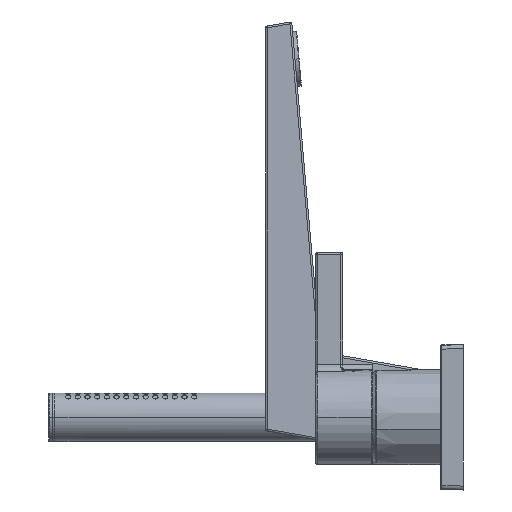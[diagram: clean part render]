
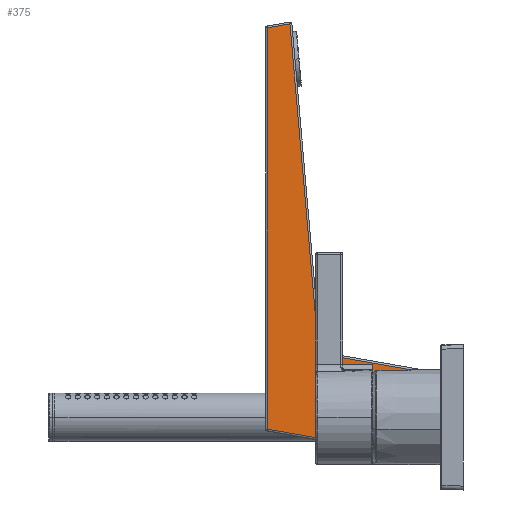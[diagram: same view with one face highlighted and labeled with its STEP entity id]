
A CAD part, left-side view. The second image highlights one B-rep face of the part: STEP entity #375.
In plain terms, the highlighted planar face has unit normal (-1, 0, 0.021).
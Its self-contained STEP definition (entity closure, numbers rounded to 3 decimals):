
#98 = CARTESIAN_POINT ( 'NONE',  ( 1983.071, 2690.018, 4078.606 ) ) ;
#146 = CARTESIAN_POINT ( 'NONE',  ( 1982.844, 2628.98, 4067.843 ) ) ;
#236 = CARTESIAN_POINT ( 'NONE',  ( 1986.664, 2706.399, 4248.837 ) ) ;
#375 = ADVANCED_FACE ( 'NONE', ( #11426 ), #4350, .T. ) ;
#1116 = DIRECTION ( 'NONE',  ( 0.021, 0., 1. ) ) ;
#1212 = DIRECTION ( 'NONE',  ( 0.021, 0., 1. ) ) ;
#1489 = VERTEX_POINT ( 'NONE', #3649 ) ;
#2115 = VECTOR ( 'NONE', #15966, 1000. ) ;
#3135 = CARTESIAN_POINT ( 'NONE',  ( 1981.922, 2628.98, 4024.18 ) ) ;
#3235 = CARTESIAN_POINT ( 'NONE',  ( 1986.621, 2717.98, 4246.795 ) ) ;
#3466 = LINE ( 'NONE', #7982, #7329 ) ;
#3544 = EDGE_CURVE ( 'NONE', #9129, #11402, #6652, .T. ) ;
#3620 = CARTESIAN_POINT ( 'NONE',  ( 1982.844, 2628.98, 4067.843 ) ) ;
#3649 = CARTESIAN_POINT ( 'NONE',  ( 1983.109, 2691.663, 4080.401 ) ) ;
#3793 = ORIENTED_EDGE ( 'NONE', *, *, #5921, .T. ) ;
#4350 = PLANE ( 'NONE',  #4991 ) ;
#4421 = DIRECTION ( 'NONE',  ( -0.004, 0.985, -0.174 ) ) ;
#4991 = AXIS2_PLACEMENT_3D ( 'NONE', #15730, #10123, #1212 ) ;
#5390 = VECTOR ( 'NONE', #14697, 1000. ) ;
#5921 = EDGE_CURVE ( 'NONE', #9129, #6720, #6331, .T. ) ;
#6074 = VECTOR ( 'NONE', #8846, 1000. ) ;
#6331 = LINE ( 'NONE', #8705, #5390 ) ;
#6381 = CARTESIAN_POINT ( 'NONE',  ( 1983.073, 2690.44, 4078.716 ) ) ;
#6652 = LINE ( 'NONE', #13998, #18176 ) ;
#6720 = VERTEX_POINT ( 'NONE', #3135 ) ;
#7064 = EDGE_CURVE ( 'NONE', #10960, #14993, #17599, .T. ) ;
#7329 = VECTOR ( 'NONE', #17012, 1000. ) ;
#7644 = CARTESIAN_POINT ( 'NONE',  ( 1983.1, 2691.59, 4079.971 ) ) ;
#7830 = CARTESIAN_POINT ( 'NONE',  ( 1983.104, 2691.644, 4080.182 ) ) ;
#7982 = CARTESIAN_POINT ( 'NONE',  ( 1983.109, 2691.663, 4080.401 ) ) ;
#8394 = EDGE_LOOP ( 'NONE', ( #14610, #11125, #3793, #13339, #14398, #10898, #15671 ) ) ;
#8705 = CARTESIAN_POINT ( 'NONE',  ( 1982.253, 2717.98, 4039.873 ) ) ;
#8846 = DIRECTION ( 'NONE',  ( 0.004, 0.985, 0.174 ) ) ;
#8953 = CARTESIAN_POINT ( 'NONE',  ( 1981.9, 2628.98, 4023.143 ) ) ;
#9020 = CARTESIAN_POINT ( 'NONE',  ( 1983.087, 2691.294, 4079.386 ) ) ;
#9129 = VERTEX_POINT ( 'NONE', #16515 ) ;
#9277 = CARTESIAN_POINT ( 'NONE',  ( 1983.071, 2690.018, 4078.606 ) ) ;
#9384 = LINE ( 'NONE', #17390, #12324 ) ;
#10123 = DIRECTION ( 'NONE',  ( -1., 0., 0.021 ) ) ;
#10481 = CARTESIAN_POINT ( 'NONE',  ( 1983.091, 2691.413, 4079.569 ) ) ;
#10898 = ORIENTED_EDGE ( 'NONE', *, *, #16819, .T. ) ;
#10960 = VERTEX_POINT ( 'NONE', #3620 ) ;
#11125 = ORIENTED_EDGE ( 'NONE', *, *, #3544, .F. ) ;
#11402 = VERTEX_POINT ( 'NONE', #3235 ) ;
#11426 = FACE_OUTER_BOUND ( 'NONE', #8394, .T. ) ;
#12324 = VECTOR ( 'NONE', #4421, 1000. ) ;
#13339 = ORIENTED_EDGE ( 'NONE', *, *, #17726, .T. ) ;
#13998 = CARTESIAN_POINT ( 'NONE',  ( 1984.284, 2717.98, 4136.077 ) ) ;
#14398 = ORIENTED_EDGE ( 'NONE', *, *, #7064, .T. ) ;
#14610 = ORIENTED_EDGE ( 'NONE', *, *, #16436, .T. ) ;
#14697 = DIRECTION ( 'NONE',  ( -0.004, -0.985, -0.174 ) ) ;
#14988 = LINE ( 'NONE', #8953, #2115 ) ;
#14993 = VERTEX_POINT ( 'NONE', #98 ) ;
#15016 = CARTESIAN_POINT ( 'NONE',  ( 1983.072, 2690.235, 4078.644 ) ) ;
#15398 = VERTEX_POINT ( 'NONE', #236 ) ;
#15671 = ORIENTED_EDGE ( 'NONE', *, *, #18665, .T. ) ;
#15730 = CARTESIAN_POINT ( 'NONE',  ( 1981.9, 2628.98, 4023.143 ) ) ;
#15966 = DIRECTION ( 'NONE',  ( 0.021, 0., 1. ) ) ;
#16279 = CARTESIAN_POINT ( 'NONE',  ( 1983.081, 2690.997, 4079.062 ) ) ;
#16436 = EDGE_CURVE ( 'NONE', #15398, #11402, #9384, .T. ) ;
#16475 = CARTESIAN_POINT ( 'NONE',  ( 1983.078, 2690.826, 4078.928 ) ) ;
#16515 = CARTESIAN_POINT ( 'NONE',  ( 1982.253, 2717.98, 4039.873 ) ) ;
#16819 = EDGE_CURVE ( 'NONE', #14993, #1489, #18702, .T. ) ;
#17012 = DIRECTION ( 'NONE',  ( 0.021, 0.087, 0.996 ) ) ;
#17390 = CARTESIAN_POINT ( 'NONE',  ( 1986.664, 2706.399, 4248.837 ) ) ;
#17599 = LINE ( 'NONE', #146, #6074 ) ;
#17726 = EDGE_CURVE ( 'NONE', #6720, #10960, #14988, .T. ) ;
#17925 = CARTESIAN_POINT ( 'NONE',  ( 1983.109, 2691.663, 4080.401 ) ) ;
#18176 = VECTOR ( 'NONE', #1116, 1000. ) ;
#18665 = EDGE_CURVE ( 'NONE', #1489, #15398, #3466, .T. ) ;
#18702 = B_SPLINE_CURVE_WITH_KNOTS ( 'NONE', 3,
 ( #9277, #15016, #6381, #16475, #16279, #9020, #10481, #7644, #7830, #17925 ),
 .UNSPECIFIED., .F., .F.,
 ( 4, 2, 2, 2, 4 ),
 ( 0., 0.25, 0.5, 0.75, 1. ),
 .UNSPECIFIED. ) ;
